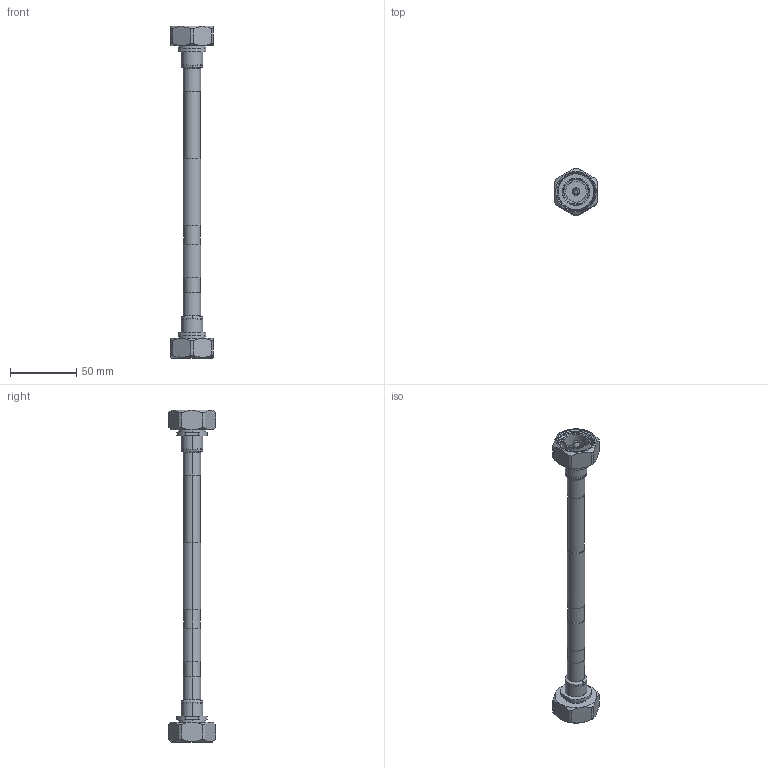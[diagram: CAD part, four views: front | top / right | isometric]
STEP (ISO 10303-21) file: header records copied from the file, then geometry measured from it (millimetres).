
FILE_DESCRIPTION (( 'STEP AP214' ), '1' );
FILE_NAME ('LCCA31062.step', '2022-10-04T19:22:19', ( '' ), ( '' ), 'SwSTEP 2.0', 'SolidWorks 2021', '' );
FILE_SCHEMA (( 'AUTOMOTIVE_DESIGN' ));
Length unit declared in the file: inch
Products named in the file (3):  SPP-500-LLPL ^LCCA31062_SPP-500-LLPL; TC-500-716M-LP^LCCA31062_Heat Shrink; LCCA31062
Assembly tree (3 placements, depth 2):
  LCCA31062
     SPP-500-LLPL ^LCCA31062_SPP-500-LLPL
    TC-500-716M-LP^LCCA31062_Heat Shrink  x2
Bounding box: 31.75 x 35.58 x 250.5 mm (x, y, z)
Volume: 38975.8 mm3; surface area: 28572.6 mm2
Topology: 9 solids, 9 shells, 244 faces, 574 edges, 362 vertices
Faces by surface type: cylinder 122, plane 58, cone 50, bspline 14
Entity records: 5399 total; most frequent: CARTESIAN_POINT 2332, DIRECTION 622, ORIENTED_EDGE 600, EDGE_CURVE 300, AXIS2_PLACEMENT_3D 262, VERTEX_POINT 191, EDGE_LOOP 149, CIRCLE 133
